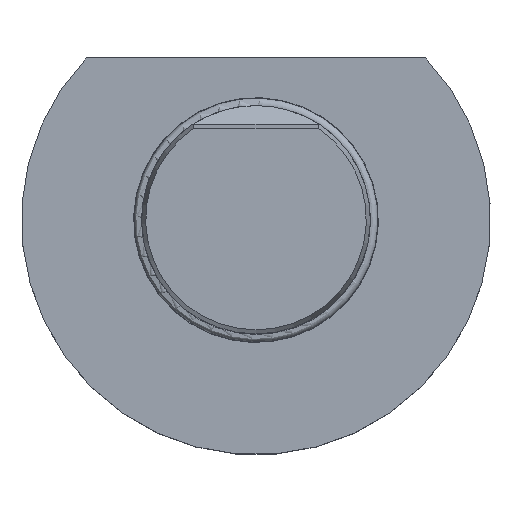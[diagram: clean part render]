
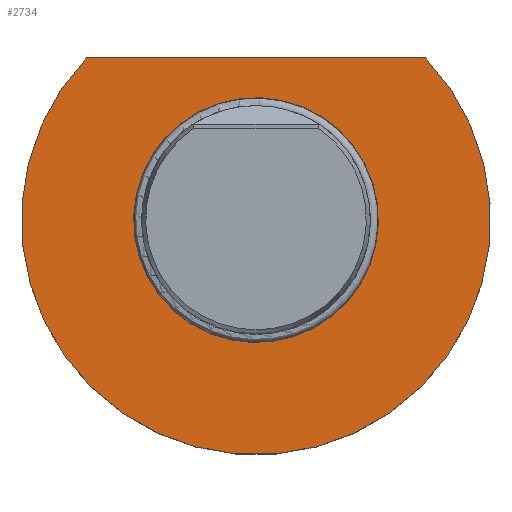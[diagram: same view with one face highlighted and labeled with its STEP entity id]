
A CAD part, top view. The second image highlights one B-rep face of the part: STEP entity #2734.
In plain terms, the highlighted planar face has unit normal (0, 0, 1).
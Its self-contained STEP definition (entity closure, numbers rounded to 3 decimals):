
#175 = ORIENTED_EDGE ( 'NONE', *, *, #4300, .T. ) ;
#184 = EDGE_CURVE ( 'NONE', #8138, #8138, #4255, .T. ) ;
#779 = CARTESIAN_POINT ( 'NONE',  ( 0., 0., 0. ) ) ;
#1179 = DIRECTION ( 'NONE',  ( 0., 0., -1. ) ) ;
#1204 = VERTEX_POINT ( 'NONE', #6748 ) ;
#2525 = DIRECTION ( 'NONE',  ( 1., 0., 0. ) ) ;
#2734 = ADVANCED_FACE ( 'Defeature completata1_65', ( #4549, #7032 ), #9558, .F. ) ;
#2920 = EDGE_CURVE ( 'NONE', #1204, #3159, #12042, .T. ) ;
#3159 = VERTEX_POINT ( 'NONE', #13996 ) ;
#3258 = AXIS2_PLACEMENT_3D ( 'NONE', #12157, #4653, #2525 ) ;
#4151 = EDGE_LOOP ( 'NONE', ( #175, #14792 ) ) ;
#4255 = CIRCLE ( 'NONE', #3258, 31.713 ) ;
#4300 = EDGE_CURVE ( 'NONE', #1204, #3159, #10961, .T. ) ;
#4549 = FACE_BOUND ( 'NONE', #5569, .T. ) ;
#4653 = DIRECTION ( 'NONE',  ( 0., 0., 1. ) ) ;
#5569 = EDGE_LOOP ( 'NONE', ( #6191 ) ) ;
#6191 = ORIENTED_EDGE ( 'NONE', *, *, #184, .F. ) ;
#6748 = CARTESIAN_POINT ( 'NONE',  ( 44.452, 42.5, 0. ) ) ;
#7032 = FACE_OUTER_BOUND ( 'NONE', #4151, .T. ) ;
#7511 = AXIS2_PLACEMENT_3D ( 'NONE', #11906, #1179, #8039 ) ;
#8039 = DIRECTION ( 'NONE',  ( -1., 0., 0. ) ) ;
#8138 = VERTEX_POINT ( 'NONE', #12955 ) ;
#9558 = PLANE ( 'NONE',  #7511 ) ;
#10277 = AXIS2_PLACEMENT_3D ( 'NONE', #779, #11345, #15119 ) ;
#10736 = DIRECTION ( 'NONE',  ( -1., 0., 0. ) ) ;
#10961 = LINE ( 'NONE', #13343, #15346 ) ;
#11345 = DIRECTION ( 'NONE',  ( 0., 0., -1. ) ) ;
#11906 = CARTESIAN_POINT ( 'NONE',  ( 0., 0., 0. ) ) ;
#12042 = CIRCLE ( 'NONE', #10277, 61.5 ) ;
#12157 = CARTESIAN_POINT ( 'NONE',  ( 0., 0., 0. ) ) ;
#12955 = CARTESIAN_POINT ( 'NONE',  ( 31.713, 0., 0. ) ) ;
#13343 = CARTESIAN_POINT ( 'NONE',  ( -22.226, 42.5, 0. ) ) ;
#13996 = CARTESIAN_POINT ( 'NONE',  ( -44.452, 42.5, 0. ) ) ;
#14792 = ORIENTED_EDGE ( 'NONE', *, *, #2920, .F. ) ;
#15119 = DIRECTION ( 'NONE',  ( 0., -1., 0. ) ) ;
#15346 = VECTOR ( 'NONE', #10736, 1000. ) ;
